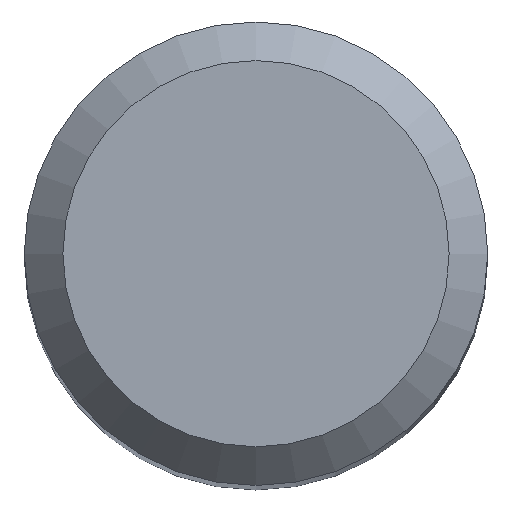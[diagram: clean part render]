
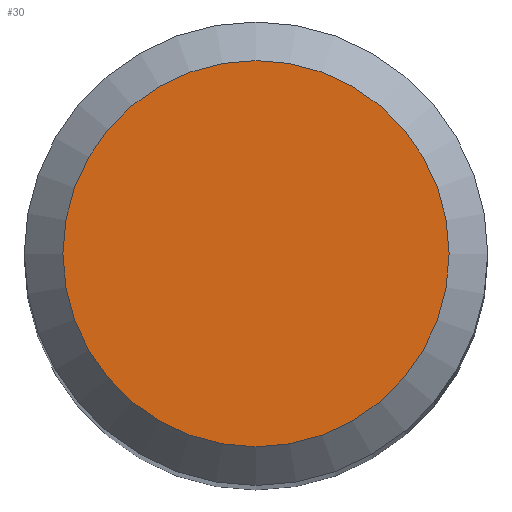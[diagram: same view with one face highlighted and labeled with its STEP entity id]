
A CAD part, top view. The second image highlights one B-rep face of the part: STEP entity #30.
In plain terms, the highlighted planar face has unit normal (0, 0, 1).
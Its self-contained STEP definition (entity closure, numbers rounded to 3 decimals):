
#10 = DIRECTION ( 'NONE',  ( 0., 1., 0. ) ) ;
#30 = ADVANCED_FACE ( 'NONE', ( #138 ), #68, .F. ) ;
#38 = AXIS2_PLACEMENT_3D ( 'NONE', #177, #201, #105 ) ;
#68 = PLANE ( 'NONE',  #38 ) ;
#76 = CARTESIAN_POINT ( 'NONE',  ( 0., 2.5, 42. ) ) ;
#105 = DIRECTION ( 'NONE',  ( 0., 1., 0. ) ) ;
#111 = EDGE_CURVE ( 'NONE', #131, #131, #209, .T. ) ;
#131 = VERTEX_POINT ( 'NONE', #76 ) ;
#138 = FACE_OUTER_BOUND ( 'NONE', #198, .T. ) ;
#139 = DIRECTION ( 'NONE',  ( 0., 0., -1. ) ) ;
#167 = AXIS2_PLACEMENT_3D ( 'NONE', #183, #139, #10 ) ;
#177 = CARTESIAN_POINT ( 'NONE',  ( 0., 0., 42. ) ) ;
#183 = CARTESIAN_POINT ( 'NONE',  ( 0., 0., 42. ) ) ;
#198 = EDGE_LOOP ( 'NONE', ( #212 ) ) ;
#201 = DIRECTION ( 'NONE',  ( 0., 0., -1. ) ) ;
#209 = CIRCLE ( 'NONE', #167, 2.5 ) ;
#212 = ORIENTED_EDGE ( 'NONE', *, *, #111, .F. ) ;
